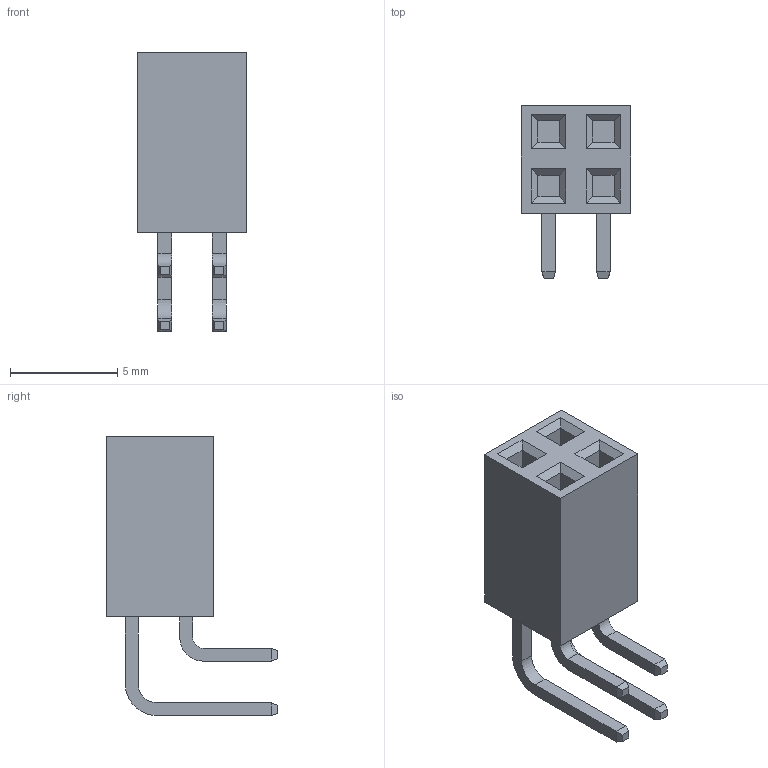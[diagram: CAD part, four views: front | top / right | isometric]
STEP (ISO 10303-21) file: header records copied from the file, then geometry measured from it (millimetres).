
FILE_DESCRIPTION (( 'STEP AP214' ), '1' );
FILE_NAME ('User Library-PBD-R.STEP', '2016-09-04T12:17:16', ( 'Windows User' ), ( '' ), 'SwSTEP 2.0', 'SolidWorks 2016', '' );
FILE_SCHEMA (( 'AUTOMOTIVE_DESIGN' ));
Length unit declared in the file: millimetre
Products named in the file (1): User Library-PBD-R
Bounding box: 5.08 x 8 x 13 mm (x, y, z)
Volume: 200.9 mm3; surface area: 393.4 mm2
Topology: 1 solids, 1 shells, 94 faces, 220 edges, 136 vertices
Faces by surface type: plane 86, cylinder 8
Entity records: 3672 total; most frequent: CARTESIAN_POINT 451, ORIENTED_EDGE 440, DIRECTION 426, EDGE_CURVE 220, LINE 204, VECTOR 204, VERTEX_POINT 136, AXIS2_PLACEMENT_3D 111
